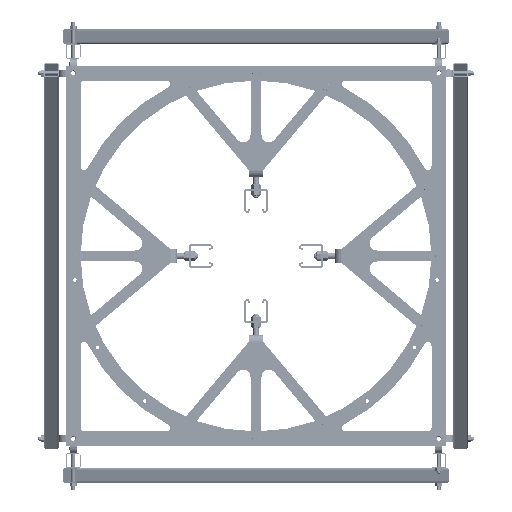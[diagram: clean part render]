
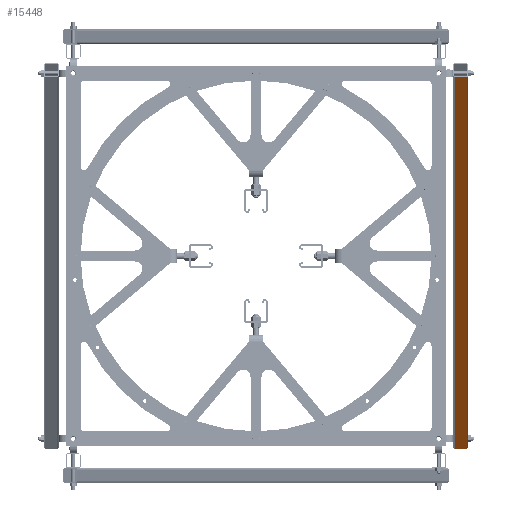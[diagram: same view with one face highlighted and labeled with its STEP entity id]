
A CAD part, front view. The second image highlights one B-rep face of the part: STEP entity #15448.
In plain terms, the highlighted face is planar.
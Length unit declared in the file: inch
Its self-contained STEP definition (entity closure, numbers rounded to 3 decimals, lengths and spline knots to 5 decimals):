
#702 = CARTESIAN_POINT ( 'NONE',  ( -13.17581, -72.92199, 0.1 ) ) ;
#956 = CARTESIAN_POINT ( 'NONE',  ( 12.23113, 0.25, 0.9 ) ) ;
#1150 = EDGE_CURVE ( 'NONE', #6348, #18728, #10556, .T. ) ;
#1210 = EDGE_LOOP ( 'NONE', ( #4717, #18846, #11423, #7759 ) ) ;
#2192 = VERTEX_POINT ( 'NONE', #23923 ) ;
#2262 = AXIS2_PLACEMENT_3D ( 'NONE', #19201, #21455, #23177 ) ;
#4717 = ORIENTED_EDGE ( 'NONE', *, *, #24110, .T. ) ;
#6348 = VERTEX_POINT ( 'NONE', #24246 ) ;
#6545 = VECTOR ( 'NONE', #7092, 39.37008 ) ;
#7010 = CARTESIAN_POINT ( 'NONE',  ( 12.23113, 0.25, 1. ) ) ;
#7092 = DIRECTION ( 'NONE',  ( 0., 0., -1. ) ) ;
#7671 = CARTESIAN_POINT ( 'NONE',  ( -13.17581, -72.92199, 0.1 ) ) ;
#7759 = ORIENTED_EDGE ( 'NONE', *, *, #8160, .T. ) ;
#7894 = EDGE_CURVE ( 'NONE', #22871, #18728, #13950, .T. ) ;
#8160 = EDGE_CURVE ( 'NONE', #6348, #2192, #18003, .T. ) ;
#8668 = VECTOR ( 'NONE', #16019, 39.37008 ) ;
#10201 = FACE_OUTER_BOUND ( 'NONE', #1210, .T. ) ;
#10556 = LINE ( 'NONE', #21058, #22144 ) ;
#11423 = ORIENTED_EDGE ( 'NONE', *, *, #1150, .F. ) ;
#13950 = LINE ( 'NONE', #7671, #8668 ) ;
#15448 = ADVANCED_FACE ( 'NONE', ( #10201 ), #17493, .F. ) ;
#16019 = DIRECTION ( 'NONE',  ( -0.328, -0.945, 0. ) ) ;
#17493 = PLANE ( 'NONE',  #2262 ) ;
#18003 = LINE ( 'NONE', #956, #18648 ) ;
#18648 = VECTOR ( 'NONE', #22828, 39.37008 ) ;
#18728 = VERTEX_POINT ( 'NONE', #702 ) ;
#18846 = ORIENTED_EDGE ( 'NONE', *, *, #7894, .T. ) ;
#19201 = CARTESIAN_POINT ( 'NONE',  ( -13.17581, -72.92199, 1. ) ) ;
#20707 = CARTESIAN_POINT ( 'NONE',  ( 12.23113, 0.25, 0.1 ) ) ;
#21058 = CARTESIAN_POINT ( 'NONE',  ( -13.17581, -72.92199, 1. ) ) ;
#21455 = DIRECTION ( 'NONE',  ( 0.945, -0.328, 0. ) ) ;
#22144 = VECTOR ( 'NONE', #23020, 39.37008 ) ;
#22828 = DIRECTION ( 'NONE',  ( 0.328, 0.945, 0. ) ) ;
#22871 = VERTEX_POINT ( 'NONE', #20707 ) ;
#23020 = DIRECTION ( 'NONE',  ( 0., 0., -1. ) ) ;
#23177 = DIRECTION ( 'NONE',  ( 0.328, 0.945, 0. ) ) ;
#23517 = LINE ( 'NONE', #7010, #6545 ) ;
#23923 = CARTESIAN_POINT ( 'NONE',  ( 12.23113, 0.25, 0.9 ) ) ;
#24110 = EDGE_CURVE ( 'NONE', #2192, #22871, #23517, .T. ) ;
#24246 = CARTESIAN_POINT ( 'NONE',  ( -13.17581, -72.92199, 0.9 ) ) ;
